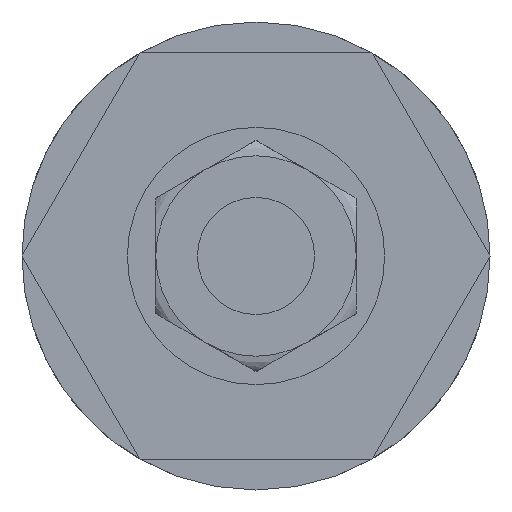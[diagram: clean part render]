
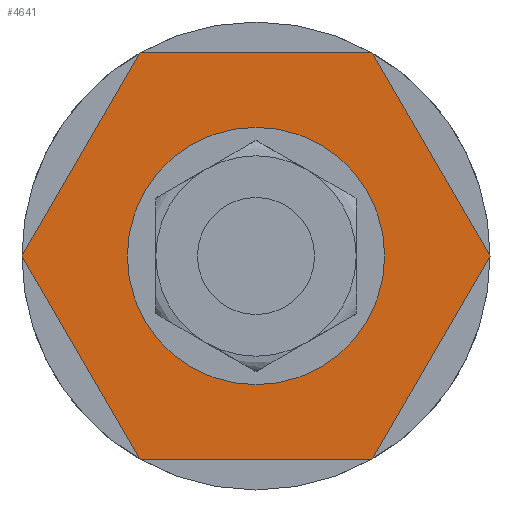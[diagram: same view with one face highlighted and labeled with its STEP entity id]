
A CAD part, front view. The second image highlights one B-rep face of the part: STEP entity #4641.
In plain terms, the highlighted planar face has unit normal (0, -1, 0).
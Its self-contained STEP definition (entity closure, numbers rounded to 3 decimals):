
#1121=DIRECTION('',(0.502,0.,0.865));
#1122=VECTOR('',#1121,8.038);
#1123=CARTESIAN_POINT('',(-1.5,-12.5,0.));
#1124=LINE('',#1123,#1122);
#1125=DIRECTION('',(0.502,0.,-0.865));
#1126=VECTOR('',#1125,8.038);
#1127=CARTESIAN_POINT('',(10.462,-12.5,6.95));
#1128=LINE('',#1127,#1126);
#1129=DIRECTION('',(-0.502,0.,-0.865));
#1130=VECTOR('',#1129,8.038);
#1131=CARTESIAN_POINT('',(14.5,-12.5,0.));
#1132=LINE('',#1131,#1130);
#1133=DIRECTION('',(-0.502,0.,0.865));
#1134=VECTOR('',#1133,8.038);
#1135=CARTESIAN_POINT('',(2.538,-12.5,-6.95));
#1136=LINE('',#1135,#1134);
#1137=CARTESIAN_POINT('',(6.5,-12.5,0.));
#1138=DIRECTION('',(0.,1.,0.));
#1139=DIRECTION('',(1.,0.,0.));
#1140=AXIS2_PLACEMENT_3D('',#1137,#1138,#1139);
#1142=CARTESIAN_POINT('',(6.5,-12.5,0.));
#1143=DIRECTION('',(0.,1.,0.));
#1144=DIRECTION('',(-1.,0.,0.));
#1145=AXIS2_PLACEMENT_3D('',#1142,#1143,#1144);
#1155=DIRECTION('',(1.,0.,0.));
#1156=VECTOR('',#1155,7.924);
#1157=CARTESIAN_POINT('',(2.538,-12.5,-6.95));
#1158=LINE('',#1157,#1156);
#1175=DIRECTION('',(-1.,0.,0.));
#1176=VECTOR('',#1175,7.924);
#1177=CARTESIAN_POINT('',(10.462,-12.5,6.95));
#1178=LINE('',#1177,#1176);
#3227=CARTESIAN_POINT('',(-1.5,-12.5,0.));
#3228=VERTEX_POINT('',#3227);
#3229=CARTESIAN_POINT('',(2.538,-12.5,6.95));
#3230=VERTEX_POINT('',#3229);
#3231=CARTESIAN_POINT('',(10.462,-12.5,6.95));
#3232=VERTEX_POINT('',#3231);
#3233=CARTESIAN_POINT('',(14.5,-12.5,0.));
#3234=VERTEX_POINT('',#3233);
#3235=CARTESIAN_POINT('',(10.462,-12.5,-6.95));
#3236=VERTEX_POINT('',#3235);
#3237=CARTESIAN_POINT('',(2.538,-12.5,-6.95));
#3238=VERTEX_POINT('',#3237);
#3393=CARTESIAN_POINT('',(10.9,-12.5,0.));
#3394=CARTESIAN_POINT('',(2.1,-12.5,0.));
#3395=VERTEX_POINT('',#3393);
#3396=VERTEX_POINT('',#3394);
#4617=CARTESIAN_POINT('',(6.5,-12.5,0.));
#4618=DIRECTION('',(0.,1.,0.));
#4619=DIRECTION('',(-1.,0.,0.));
#4620=AXIS2_PLACEMENT_3D('',#4617,#4618,#4619);
#4621=PLANE('',#4620);
#4623=ORIENTED_EDGE('',*,*,#4622,.T.);
#4625=ORIENTED_EDGE('',*,*,#4624,.F.);
#4627=ORIENTED_EDGE('',*,*,#4626,.T.);
#4629=ORIENTED_EDGE('',*,*,#4628,.T.);
#4631=ORIENTED_EDGE('',*,*,#4630,.F.);
#4633=ORIENTED_EDGE('',*,*,#4632,.T.);
#4634=EDGE_LOOP('',(#4623,#4625,#4627,#4629,#4631,#4633));
#4635=FACE_OUTER_BOUND('',#4634,.F.);
#4636=ORIENTED_EDGE('',*,*,#4607,.F.);
#4638=ORIENTED_EDGE('',*,*,#4637,.F.);
#4639=EDGE_LOOP('',(#4636,#4638));
#4640=FACE_BOUND('',#4639,.F.);
#1141=CIRCLE('',#1140,4.4);
#1146=CIRCLE('',#1145,4.4);
#4607=EDGE_CURVE('',#3395,#3396,#1141,.T.);
#4622=EDGE_CURVE('',#3228,#3230,#1124,.T.);
#4624=EDGE_CURVE('',#3232,#3230,#1178,.T.);
#4626=EDGE_CURVE('',#3232,#3234,#1128,.T.);
#4628=EDGE_CURVE('',#3234,#3236,#1132,.T.);
#4630=EDGE_CURVE('',#3238,#3236,#1158,.T.);
#4632=EDGE_CURVE('',#3238,#3228,#1136,.T.);
#4637=EDGE_CURVE('',#3396,#3395,#1146,.T.);
#4641=ADVANCED_FACE('',(#4635,#4640),#4621,.F.);
